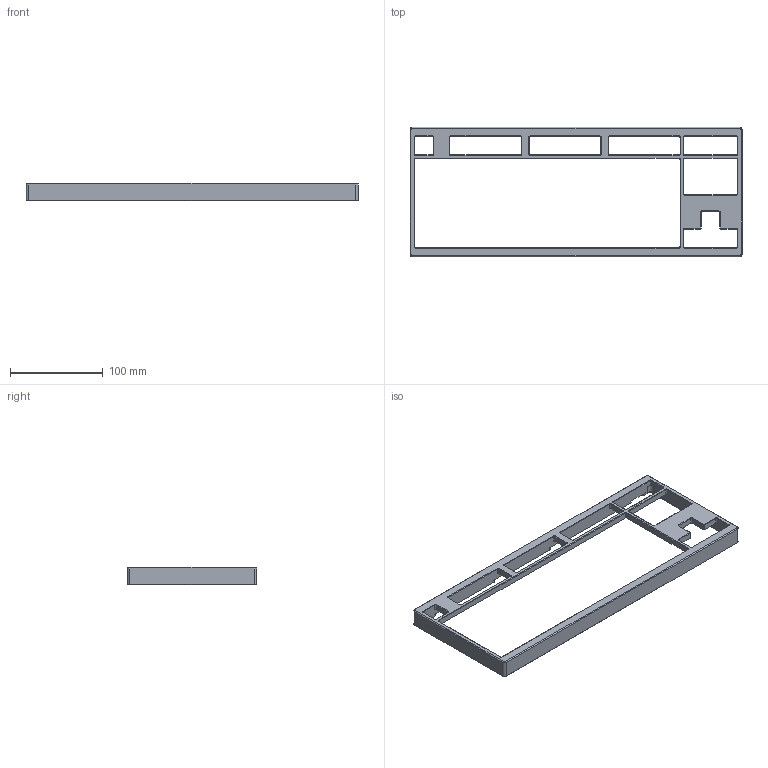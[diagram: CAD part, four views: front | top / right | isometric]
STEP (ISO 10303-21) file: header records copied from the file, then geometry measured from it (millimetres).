
FILE_DESCRIPTION(('HOOPS Exchange Step'),'2;1');
FILE_NAME('export-19050164-23F6-4A83-AB30-0464F2E00B9C.stp','2021-05-25T20:28:18+20:00',('xyz'),('Alibre'),'HOOPS Exchange 2021.0','Alibre','Unknown authorisation');
FILE_SCHEMA( ('AP242_MANAGED_MODEL_BASED_3D_ENGINEERING_MIM_LF {1 0 10303 442 1 1 4 }') );
Length unit declared in the file: millimetre
Products named in the file (1): top
Bounding box: 358.61 x 140.01 x 19.3 mm (x, y, z)
Volume: 161587.3 mm3; surface area: 69027.7 mm2
Topology: 1 solids, 1 shells, 282 faces, 742 edges, 472 vertices
Faces by surface type: plane 140, cylinder 98, cone 44
Full cylindrical faces by diameter (mm): 2.5 x16
Entity records: 8756 total; most frequent: DIRECTION 1582, CARTESIAN_POINT 1498, ORIENTED_EDGE 1484, EDGE_CURVE 742, AXIS2_PLACEMENT_3D 556, VERTEX_POINT 472, VECTOR 470, LINE 470
